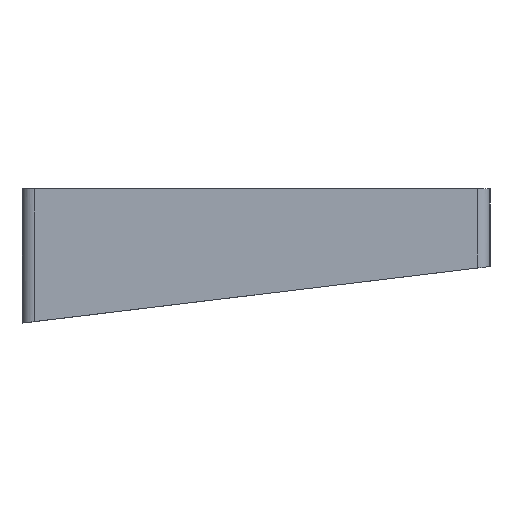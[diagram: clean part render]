
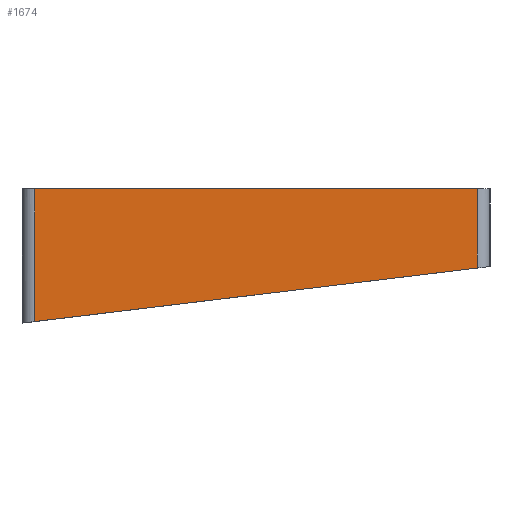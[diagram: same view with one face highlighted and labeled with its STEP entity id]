
A CAD part, left-side view. The second image highlights one B-rep face of the part: STEP entity #1674.
In plain terms, the highlighted planar face has unit normal (-1, 0, 0).
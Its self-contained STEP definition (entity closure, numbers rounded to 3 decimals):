
#35=PLANE('',#1776);
#79=FACE_OUTER_BOUND('',#177,.T.);
#177=EDGE_LOOP('',(#1122,#1123,#1124,#1125));
#380=LINE('',#2525,#536);
#382=LINE('',#2531,#538);
#383=LINE('',#2533,#539);
#384=LINE('',#2534,#540);
#536=VECTOR('',#1975,10.);
#538=VECTOR('',#1981,10.);
#539=VECTOR('',#1982,10.);
#540=VECTOR('',#1983,10.);
#697=VERTEX_POINT('',#2522);
#698=VERTEX_POINT('',#2524);
#700=VERTEX_POINT('',#2530);
#701=VERTEX_POINT('',#2532);
#865=EDGE_CURVE('',#697,#698,#380,.T.);
#868=EDGE_CURVE('',#697,#700,#382,.T.);
#869=EDGE_CURVE('',#701,#700,#383,.T.);
#870=EDGE_CURVE('',#698,#701,#384,.T.);
#1122=ORIENTED_EDGE('',*,*,#865,.F.);
#1123=ORIENTED_EDGE('',*,*,#868,.T.);
#1124=ORIENTED_EDGE('',*,*,#869,.F.);
#1125=ORIENTED_EDGE('',*,*,#870,.F.);
#1674=ADVANCED_FACE('',(#79),#35,.F.);
#1776=AXIS2_PLACEMENT_3D('',#2529,#1979,#1980);
#1975=DIRECTION('',(0.,0.,1.));
#1979=DIRECTION('center_axis',(1.,0.,0.));
#1980=DIRECTION('ref_axis',(0.,0.,-1.));
#1981=DIRECTION('',(0.,-0.993,0.12));
#1982=DIRECTION('',(0.,0.,-1.));
#1983=DIRECTION('',(0.,-1.,0.));
#2522=CARTESIAN_POINT('',(-146.85,52.1,-1.098));
#2524=CARTESIAN_POINT('',(-146.85,52.1,30.147));
#2525=CARTESIAN_POINT('',(-146.85,52.1,7.536));
#2529=CARTESIAN_POINT('Origin',(-146.85,0.,-0.002));
#2530=CARTESIAN_POINT('',(-146.85,-52.1,11.512));
#2531=CARTESIAN_POINT('',(-146.85,45.284,-0.273));
#2532=CARTESIAN_POINT('',(-146.85,-52.1,30.147));
#2533=CARTESIAN_POINT('',(-146.85,-52.1,10.431));
#2534=CARTESIAN_POINT('',(-146.85,-25.8,30.147));
